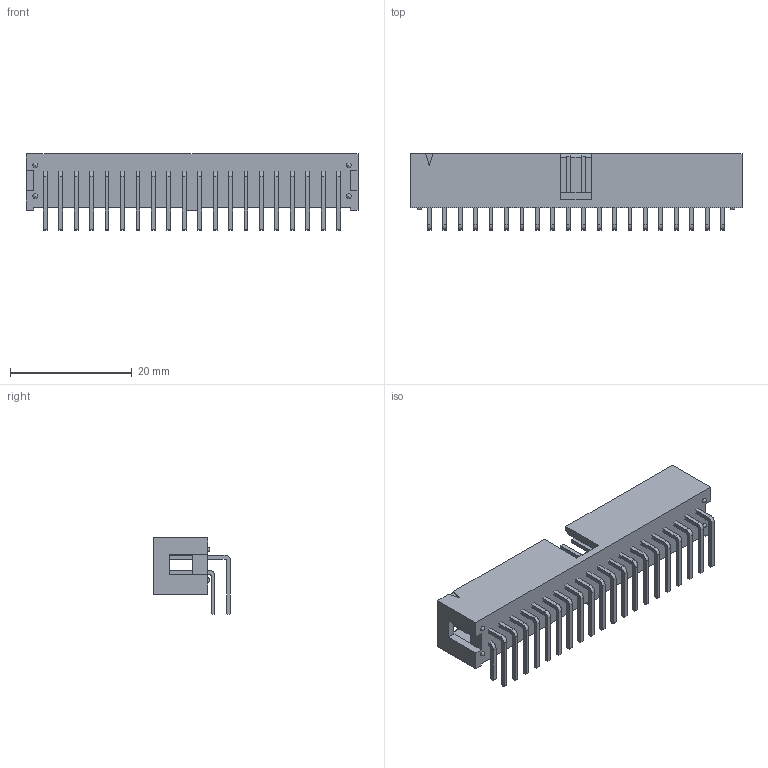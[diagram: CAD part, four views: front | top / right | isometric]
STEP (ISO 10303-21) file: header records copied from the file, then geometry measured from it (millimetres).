
FILE_DESCRIPTION( ( 'STEP AP214' ), '1' );
FILE_NAME( 'TSS-120-04-F-D-RA.stp', '2022-03-05T03:00:38', ( 'License CC BY-ND 4.0' ), ( 'CADENAS' ), ' ', 'PARTsolutions', ' ' );
FILE_SCHEMA( ( 'AUTOMOTIVE_DESIGN { 1 0 10303 214 1 1 1 1 }' ) );
Length unit declared in the file: inch
Products named in the file (4): TSS-120-04-F-D-RA; _TSS-120-04-D_header; _TSS-First_Position_Indicator; _T-1S6-20-04-D-RA__
Assembly tree (3 placements, depth 2):
  TSS-120-04-F-D-RA
    _TSS-120-04-D_header
    _TSS-First_Position_Indicator
    _T-1S6-20-04-D-RA__
Bounding box: 54.61 x 12.64 x 12.57 mm (x, y, z)
Volume: 2503.7 mm3; surface area: 4972.7 mm2
Topology: 3 solids, 3 shells, 690 faces, 2058 edges, 1370 vertices
Faces by surface type: plane 606, cylinder 80, sphere 4
Entity records: 28360 total; most frequent: CARTESIAN_POINT 4106, ORIENTED_EDGE 4092, DIRECTION 3598, EDGE_CURVE 2046, LINE 1882, VECTOR 1882, VERTEX_POINT 1366, AXIS2_PLACEMENT_3D 858
